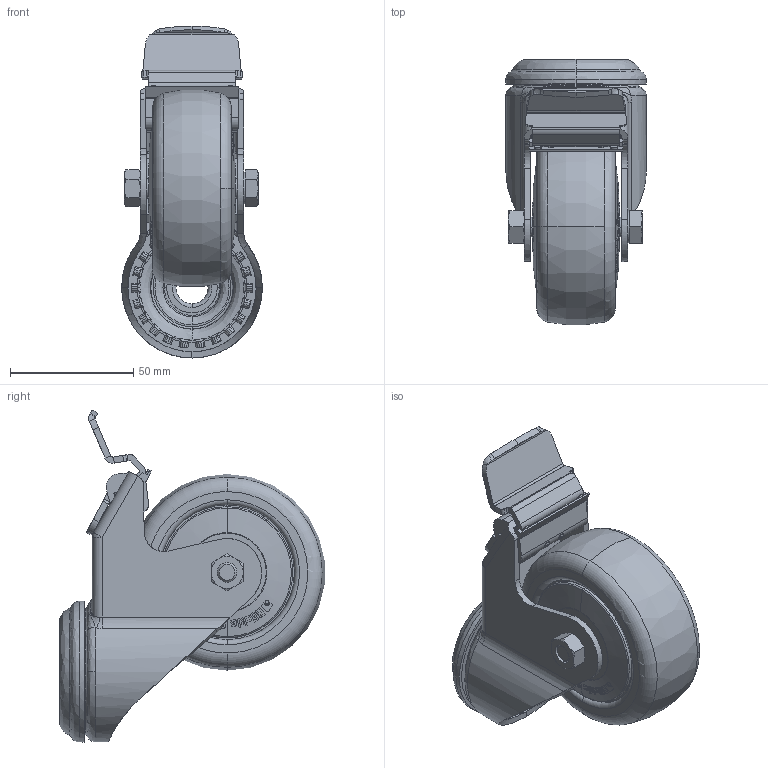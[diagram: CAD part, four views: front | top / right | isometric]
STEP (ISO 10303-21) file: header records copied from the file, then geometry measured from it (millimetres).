
FILE_DESCRIPTION (( 'STEP AP214' ), '1' );
FILE_NAME ('5RRLB005', '2019-01-28T15:39:52', ( '' ), ('JUGARD+KÜNSTNER GmbH'), 'SwSTEP 2.0', 'SolidWorks 2017', '' );
FILE_SCHEMA (( 'AUTOMOTIVE_DESIGN' ));
Length unit declared in the file: millimetre
Products named in the file (5): Part1; Part2; 5RRLB005; Part3; Part4
Assembly tree (4 placements, depth 2):
  5RRLB005
    Part2
    Part1
    Part4
    Part3
Bounding box: 57 x 107.54 x 134.57 mm (x, y, z)
Volume: 231839.3 mm3; surface area: 58704.2 mm2
Topology: 6 solids, 7 shells, 1906 faces, 5094 edges, 3277 vertices
Faces by surface type: plane 858, bspline 523, cylinder 358, cone 129, torus 38
Entity records: 111252 total; most frequent: CARTESIAN_POINT 48625, ORIENTED_EDGE 10158, DIRECTION 6126, EDGE_CURVE 5079, VERTEX_POINT 3273, VECTOR 2354, LINE 2354, B_SPLINE_CURVE_WITH_KNOTS 2113
